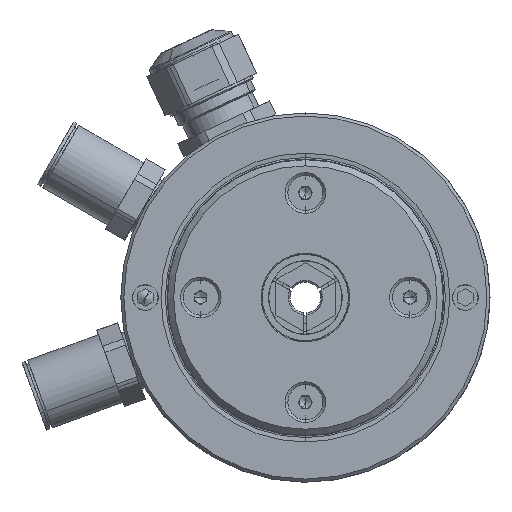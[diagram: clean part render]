
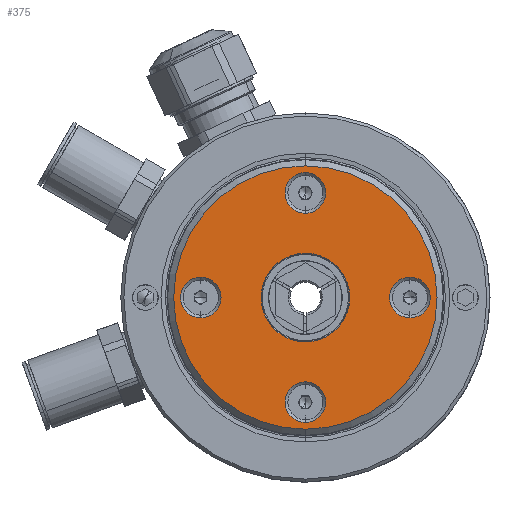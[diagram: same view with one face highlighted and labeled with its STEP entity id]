
A CAD part, left-side view. The second image highlights one B-rep face of the part: STEP entity #375.
In plain terms, the highlighted planar face has unit normal (-1, 0, 0).
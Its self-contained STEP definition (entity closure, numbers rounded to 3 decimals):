
#375 = ADVANCED_FACE ( 'NONE', ( #6740, #6762, #6791, #6749, #6785, #6748 ), #5235, .F. ) ;
#982 = VERTEX_POINT ( 'NONE', #8575 ) ;
#985 = VERTEX_POINT ( 'NONE', #8564 ) ;
#987 = VERTEX_POINT ( 'NONE', #8573 ) ;
#993 = VERTEX_POINT ( 'NONE', #8410 ) ;
#994 = VERTEX_POINT ( 'NONE', #8412 ) ;
#1000 = VERTEX_POINT ( 'NONE', #8590 ) ;
#1060 = VERTEX_POINT ( 'NONE', #8484 ) ;
#1061 = VERTEX_POINT ( 'NONE', #8487 ) ;
#1065 = VERTEX_POINT ( 'NONE', #8479 ) ;
#1066 = VERTEX_POINT ( 'NONE', #8475 ) ;
#1953 = VERTEX_POINT ( 'NONE', #8648 ) ;
#2596 = CIRCLE ( 'NONE', #6946, 3.3 ) ;
#2598 = CIRCLE ( 'NONE', #6940, 7.2 ) ;
#2599 = CIRCLE ( 'NONE', #6942, 3.3 ) ;
#2601 = CIRCLE ( 'NONE', #6944, 3.3 ) ;
#2605 = CIRCLE ( 'NONE', #6952, 3.3 ) ;
#2636 = CIRCLE ( 'NONE', #6938, 7.2 ) ;
#2655 = CIRCLE ( 'NONE', #6936, 3.3 ) ;
#2659 = CIRCLE ( 'NONE', #6951, 21.4 ) ;
#2721 = CIRCLE ( 'NONE', #6934, 3.3 ) ;
#2831 = CIRCLE ( 'NONE', #7053, 21.4 ) ;
#2836 = CIRCLE ( 'NONE', #7057, 3.3 ) ;
#2878 = CIRCLE ( 'NONE', #7052, 3.3 ) ;
#4010 = CARTESIAN_POINT ( 'NONE',  ( -64.566, 6.135, 18.232 ) ) ;
#4074 = CARTESIAN_POINT ( 'NONE',  ( -64.566, -10.865, -3.168 ) ) ;
#4093 = DIRECTION ( 'NONE',  ( -1., 0., 0. ) ) ;
#4115 = DIRECTION ( 'NONE',  ( 0., 0., 1. ) ) ;
#4121 = CARTESIAN_POINT ( 'NONE',  ( -64.566, 6.135, 13.832 ) ) ;
#4147 = DIRECTION ( 'NONE',  ( -1., 0., 0. ) ) ;
#4206 = DIRECTION ( 'NONE',  ( -1., 0., 0. ) ) ;
#4209 = DIRECTION ( 'NONE',  ( -1., 0., 0. ) ) ;
#4270 = CARTESIAN_POINT ( 'NONE',  ( -64.566, 6.135, -3.168 ) ) ;
#4271 = DIRECTION ( 'NONE',  ( -1., 0., 0. ) ) ;
#4281 = DIRECTION ( 'NONE',  ( 0., 0., 1. ) ) ;
#4289 = CARTESIAN_POINT ( 'NONE',  ( -64.566, 6.135, -3.168 ) ) ;
#4293 = DIRECTION ( 'NONE',  ( -1., 0., 0. ) ) ;
#4300 = CARTESIAN_POINT ( 'NONE',  ( -64.566, 6.135, -20.168 ) ) ;
#4340 = DIRECTION ( 'NONE',  ( 0., 0., 1. ) ) ;
#4379 = DIRECTION ( 'NONE',  ( 0., 0., 1. ) ) ;
#4380 = DIRECTION ( 'NONE',  ( 0., 0., 1. ) ) ;
#4424 = DIRECTION ( 'NONE',  ( 0., 0., 1. ) ) ;
#4528 = DIRECTION ( 'NONE',  ( 0., 0., -1. ) ) ;
#4562 = DIRECTION ( 'NONE',  ( -1., 0., 0. ) ) ;
#4576 = CARTESIAN_POINT ( 'NONE',  ( -64.566, 6.135, 13.832 ) ) ;
#4617 = DIRECTION ( 'NONE',  ( -1., 0., 0. ) ) ;
#4628 = CARTESIAN_POINT ( 'NONE',  ( -64.566, -10.865, -3.168 ) ) ;
#4663 = CARTESIAN_POINT ( 'NONE',  ( -64.566, 23.135, -3.168 ) ) ;
#4697 = CARTESIAN_POINT ( 'NONE',  ( -64.566, 6.135, -3.168 ) ) ;
#4702 = DIRECTION ( 'NONE',  ( 0., 0., 1. ) ) ;
#4711 = DIRECTION ( 'NONE',  ( -1., 0., 0. ) ) ;
#4750 = DIRECTION ( 'NONE',  ( 0., 0., 1. ) ) ;
#5187 = DIRECTION ( 'NONE',  ( 1., 0., 0. ) ) ;
#5235 = PLANE ( 'NONE',  #12559 ) ;
#5311 = CARTESIAN_POINT ( 'NONE',  ( -64.566, 28.535, -3.168 ) ) ;
#5400 = DIRECTION ( 'NONE',  ( 0., 0., -1. ) ) ;
#5843 = EDGE_LOOP ( 'NONE', ( #11489, #11490 ) ) ;
#6193 = EDGE_LOOP ( 'NONE', ( #11480, #11530 ) ) ;
#6224 = EDGE_LOOP ( 'NONE', ( #11482, #11528 ) ) ;
#6244 = EDGE_LOOP ( 'NONE', ( #11476, #11475 ) ) ;
#6256 = EDGE_LOOP ( 'NONE', ( #11479, #11481 ) ) ;
#6262 = EDGE_LOOP ( 'NONE', ( #11491, #11486 ) ) ;
#6740 = FACE_OUTER_BOUND ( 'NONE', #6244, .T. ) ;
#6748 = FACE_BOUND ( 'NONE', #5843, .T. ) ;
#6749 = FACE_BOUND ( 'NONE', #6256, .T. ) ;
#6762 = FACE_BOUND ( 'NONE', #6224, .T. ) ;
#6785 = FACE_BOUND ( 'NONE', #6262, .T. ) ;
#6791 = FACE_BOUND ( 'NONE', #6193, .T. ) ;
#6934 = AXIS2_PLACEMENT_3D ( 'NONE', #4576, #4617, #4379 ) ;
#6936 = AXIS2_PLACEMENT_3D ( 'NONE', #4628, #4093, #4380 ) ;
#6938 = AXIS2_PLACEMENT_3D ( 'NONE', #4270, #4271, #4281 ) ;
#6940 = AXIS2_PLACEMENT_3D ( 'NONE', #4697, #4711, #4702 ) ;
#6942 = AXIS2_PLACEMENT_3D ( 'NONE', #4074, #4147, #4750 ) ;
#6944 = AXIS2_PLACEMENT_3D ( 'NONE', #4121, #4206, #4115 ) ;
#6946 = AXIS2_PLACEMENT_3D ( 'NONE', #4663, #4209, #4424 ) ;
#6951 = AXIS2_PLACEMENT_3D ( 'NONE', #4289, #4562, #4528 ) ;
#6952 = AXIS2_PLACEMENT_3D ( 'NONE', #4300, #4293, #4340 ) ;
#7052 = AXIS2_PLACEMENT_3D ( 'NONE', #9878, #9422, #9763 ) ;
#7053 = AXIS2_PLACEMENT_3D ( 'NONE', #9624, #9721, #9632 ) ;
#7057 = AXIS2_PLACEMENT_3D ( 'NONE', #9834, #9704, #9810 ) ;
#7184 = EDGE_CURVE ( 'NONE', #1060, #1061, #2721, .T. ) ;
#7188 = EDGE_CURVE ( 'NONE', #1953, #982, #2655, .T. ) ;
#7192 = EDGE_CURVE ( 'NONE', #987, #985, #2636, .T. ) ;
#7195 = EDGE_CURVE ( 'NONE', #985, #987, #2598, .T. ) ;
#7197 = EDGE_CURVE ( 'NONE', #982, #1953, #2599, .T. ) ;
#7199 = EDGE_CURVE ( 'NONE', #1061, #1060, #2601, .T. ) ;
#7201 = EDGE_CURVE ( 'NONE', #1065, #1066, #2596, .T. ) ;
#7206 = EDGE_CURVE ( 'NONE', #994, #12567, #2659, .T. ) ;
#7207 = EDGE_CURVE ( 'NONE', #993, #1000, #2605, .T. ) ;
#8410 = CARTESIAN_POINT ( 'NONE',  ( -64.566, 6.135, -16.868 ) ) ;
#8412 = CARTESIAN_POINT ( 'NONE',  ( -64.566, 6.135, -24.568 ) ) ;
#8475 = CARTESIAN_POINT ( 'NONE',  ( -64.566, 23.135, -6.468 ) ) ;
#8479 = CARTESIAN_POINT ( 'NONE',  ( -64.566, 23.135, 0.132 ) ) ;
#8484 = CARTESIAN_POINT ( 'NONE',  ( -64.566, 6.135, 10.532 ) ) ;
#8487 = CARTESIAN_POINT ( 'NONE',  ( -64.566, 6.135, 17.132 ) ) ;
#8564 = CARTESIAN_POINT ( 'NONE',  ( -64.566, 6.135, 4.032 ) ) ;
#8573 = CARTESIAN_POINT ( 'NONE',  ( -64.566, 6.135, -10.368 ) ) ;
#8575 = CARTESIAN_POINT ( 'NONE',  ( -64.566, -10.865, 0.132 ) ) ;
#8590 = CARTESIAN_POINT ( 'NONE',  ( -64.566, 6.135, -23.468 ) ) ;
#8648 = CARTESIAN_POINT ( 'NONE',  ( -64.566, -10.865, -6.468 ) ) ;
#9262 = EDGE_CURVE ( 'NONE', #1000, #993, #2878, .T. ) ;
#9264 = EDGE_CURVE ( 'NONE', #12567, #994, #2831, .T. ) ;
#9273 = EDGE_CURVE ( 'NONE', #1066, #1065, #2836, .T. ) ;
#9422 = DIRECTION ( 'NONE',  ( -1., 0., 0. ) ) ;
#9624 = CARTESIAN_POINT ( 'NONE',  ( -64.566, 6.135, -3.168 ) ) ;
#9632 = DIRECTION ( 'NONE',  ( 0., 0., -1. ) ) ;
#9704 = DIRECTION ( 'NONE',  ( -1., 0., 0. ) ) ;
#9721 = DIRECTION ( 'NONE',  ( -1., 0., 0. ) ) ;
#9763 = DIRECTION ( 'NONE',  ( 0., 0., 1. ) ) ;
#9810 = DIRECTION ( 'NONE',  ( 0., 0., 1. ) ) ;
#9834 = CARTESIAN_POINT ( 'NONE',  ( -64.566, 23.135, -3.168 ) ) ;
#9878 = CARTESIAN_POINT ( 'NONE',  ( -64.566, 6.135, -20.168 ) ) ;
#11475 = ORIENTED_EDGE ( 'NONE', *, *, #9264, .T. ) ;
#11476 = ORIENTED_EDGE ( 'NONE', *, *, #7206, .T. ) ;
#11479 = ORIENTED_EDGE ( 'NONE', *, *, #7199, .F. ) ;
#11480 = ORIENTED_EDGE ( 'NONE', *, *, #7201, .F. ) ;
#11481 = ORIENTED_EDGE ( 'NONE', *, *, #7184, .F. ) ;
#11482 = ORIENTED_EDGE ( 'NONE', *, *, #7207, .F. ) ;
#11486 = ORIENTED_EDGE ( 'NONE', *, *, #7188, .F. ) ;
#11489 = ORIENTED_EDGE ( 'NONE', *, *, #7195, .F. ) ;
#11490 = ORIENTED_EDGE ( 'NONE', *, *, #7192, .F. ) ;
#11491 = ORIENTED_EDGE ( 'NONE', *, *, #7197, .F. ) ;
#11528 = ORIENTED_EDGE ( 'NONE', *, *, #9262, .F. ) ;
#11530 = ORIENTED_EDGE ( 'NONE', *, *, #9273, .F. ) ;
#12559 = AXIS2_PLACEMENT_3D ( 'NONE', #5311, #5187, #5400 ) ;
#12567 = VERTEX_POINT ( 'NONE', #4010 ) ;
